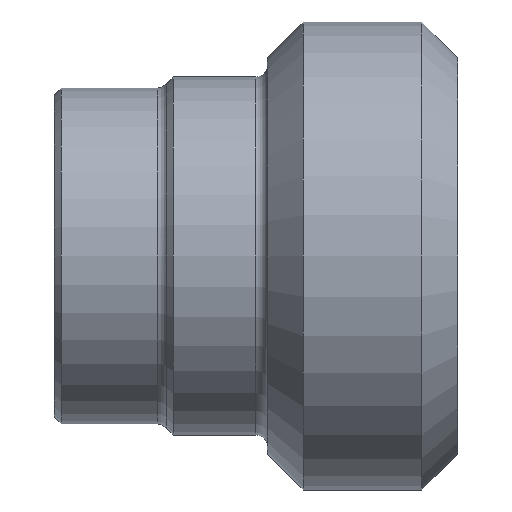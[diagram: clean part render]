
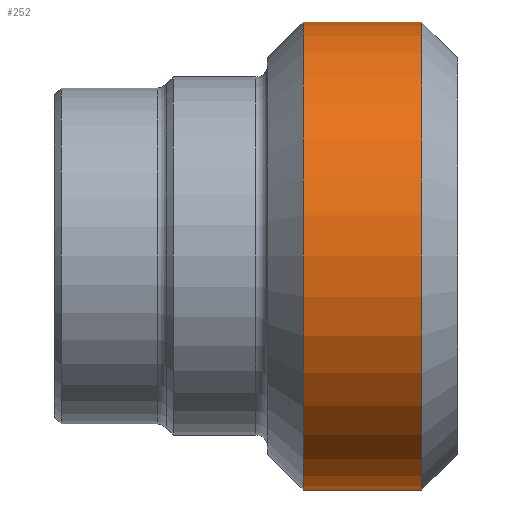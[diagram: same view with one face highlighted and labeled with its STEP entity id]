
A CAD part, front view. The second image highlights one B-rep face of the part: STEP entity #252.
In plain terms, the highlighted cylindrical face has radius 10.45 mm (diameter 20.9 mm), a full revolution.
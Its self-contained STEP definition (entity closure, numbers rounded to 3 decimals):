
#35=LINE('',#474,#45);
#45=VECTOR('',#398,10.45);
#50=CYLINDRICAL_SURFACE('',#310,10.45);
#64=FACE_OUTER_BOUND('',#82,.T.);
#82=EDGE_LOOP('',(#226,#227,#228,#229,#230,#231));
#105=CIRCLE('',#308,10.45);
#106=CIRCLE('',#309,10.45);
#107=CIRCLE('',#311,10.45);
#108=CIRCLE('',#312,10.45);
#128=VERTEX_POINT('',#467);
#129=VERTEX_POINT('',#469);
#130=VERTEX_POINT('',#473);
#131=VERTEX_POINT('',#475);
#161=EDGE_CURVE('',#128,#129,#105,.T.);
#162=EDGE_CURVE('',#129,#128,#106,.T.);
#163=EDGE_CURVE('',#129,#130,#35,.T.);
#164=EDGE_CURVE('',#131,#130,#107,.T.);
#165=EDGE_CURVE('',#130,#131,#108,.T.);
#226=ORIENTED_EDGE('',*,*,#161,.F.);
#227=ORIENTED_EDGE('',*,*,#162,.F.);
#228=ORIENTED_EDGE('',*,*,#163,.T.);
#229=ORIENTED_EDGE('',*,*,#164,.F.);
#230=ORIENTED_EDGE('',*,*,#165,.F.);
#231=ORIENTED_EDGE('',*,*,#163,.F.);
#252=ADVANCED_FACE('',(#64),#50,.T.);
#308=AXIS2_PLACEMENT_3D('',#470,#392,#393);
#309=AXIS2_PLACEMENT_3D('',#471,#394,#395);
#310=AXIS2_PLACEMENT_3D('',#472,#396,#397);
#311=AXIS2_PLACEMENT_3D('',#476,#399,#400);
#312=AXIS2_PLACEMENT_3D('',#477,#401,#402);
#392=DIRECTION('center_axis',(1.,0.,0.));
#393=DIRECTION('ref_axis',(0.,-1.,0.));
#394=DIRECTION('center_axis',(1.,0.,0.));
#395=DIRECTION('ref_axis',(0.,-1.,0.));
#396=DIRECTION('center_axis',(1.,0.,0.));
#397=DIRECTION('ref_axis',(0.,1.,0.));
#398=DIRECTION('',(-1.,0.,0.));
#399=DIRECTION('center_axis',(-1.,0.,0.));
#400=DIRECTION('ref_axis',(0.,-1.,0.));
#401=DIRECTION('center_axis',(-1.,0.,0.));
#402=DIRECTION('ref_axis',(0.,-1.,0.));
#467=CARTESIAN_POINT('',(-1.6,10.45,0.));
#469=CARTESIAN_POINT('',(-1.6,-10.45,0.));
#470=CARTESIAN_POINT('Origin',(-1.6,0.,0.));
#471=CARTESIAN_POINT('Origin',(-1.6,0.,0.));
#472=CARTESIAN_POINT('Origin',(-4.25,0.,0.));
#473=CARTESIAN_POINT('',(-6.9,-10.45,0.));
#474=CARTESIAN_POINT('',(-4.25,-10.45,0.));
#475=CARTESIAN_POINT('',(-6.9,10.45,0.));
#476=CARTESIAN_POINT('Origin',(-6.9,0.,0.));
#477=CARTESIAN_POINT('Origin',(-6.9,0.,0.));
